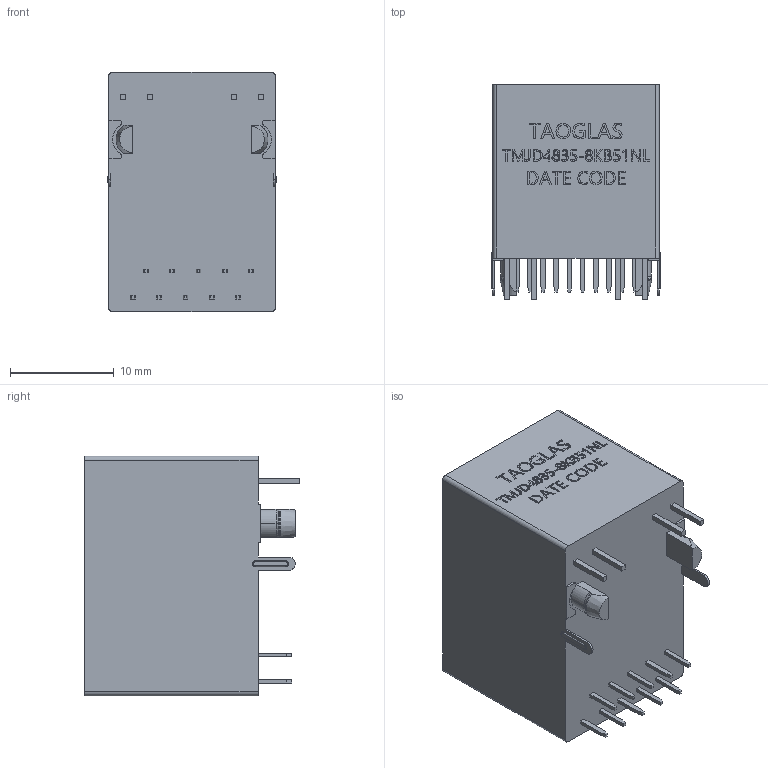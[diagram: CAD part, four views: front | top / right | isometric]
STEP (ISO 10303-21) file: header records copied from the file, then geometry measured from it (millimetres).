
FILE_DESCRIPTION (( 'STEP AP203' ), '1' );
FILE_NAME ('TMJD4835-8KB51NL.STEP', '2024-04-16T04:04:53', ( 'Windows 蚚誧' ), ( 'Microsoft' ), 'SwSTEP 2.0', 'SolidWorks 2020', '' );
FILE_SCHEMA (( 'CONFIG_CONTROL_DESIGN' ));
Length unit declared in the file: millimetre
Products named in the file (1): TMJD4835-8KB51NL
Bounding box: 16.3 x 20.76 x 23.15 mm (x, y, z)
Volume: 5324.3 mm3; surface area: 2670.6 mm2
Topology: 1 solids, 1 shells, 656 faces, 1755 edges, 1166 vertices
Faces by surface type: plane 447, bspline 150, cylinder 45, torus 12, cone 2
Entity records: 25929 total; most frequent: CARTESIAN_POINT 10641, ORIENTED_EDGE 3510, DIRECTION 2442, EDGE_CURVE 1755, LINE 1212, VECTOR 1212, VERTEX_POINT 1166, EDGE_LOOP 721
